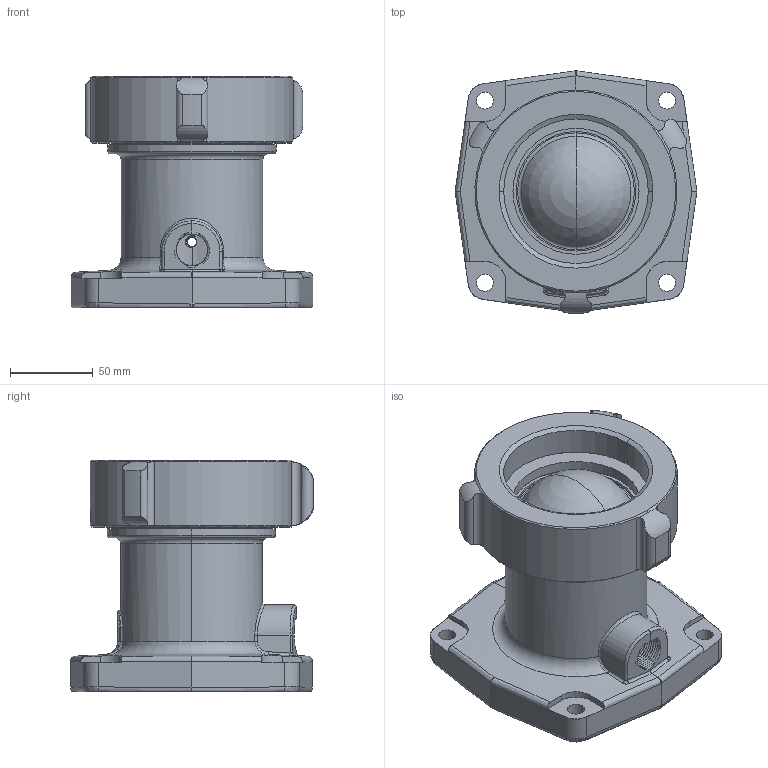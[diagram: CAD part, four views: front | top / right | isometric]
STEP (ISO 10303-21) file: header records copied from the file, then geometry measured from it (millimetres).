
FILE_DESCRIPTION((''),'2;1');
FILE_NAME('78300313_ASM','2010-09-20T',('sobri'),(''),'PRO/ENGINEER BY PARAMETRIC TECHNOLOGY CORPORATION, 2008010','PRO/ENGINEER BY PARAMETRIC TECHNOLOGY CORPORATION, 2008010','');
FILE_SCHEMA(('CONFIG_CONTROL_DESIGN'));
Length unit declared in the file: inch
Products named in the file (6): C17733; 100066; A17593; B17597; A00446; 78300313_ASM
Assembly tree (5 placements, depth 2):
  78300313_ASM
    C17733
    100066
    A17593
    B17597
    A00446
Bounding box: 146.05 x 146.71 x 139.88 mm (x, y, z)
Volume: 692796.9 mm3; surface area: 171474.9 mm2
Topology: 5 solids, 6 shells, 302 faces, 778 edges, 485 vertices
Faces by surface type: cylinder 114, bspline 86, plane 48, cone 26, torus 24, sphere 4
Entity records: 16262 total; most frequent: CARTESIAN_POINT 9568, ORIENTED_EDGE 1544, DIRECTION 1116, EDGE_CURVE 774, VERTEX_POINT 485, AXIS2_PLACEMENT_3D 456, B_SPLINE_CURVE_WITH_KNOTS 343, EDGE_LOOP 327
